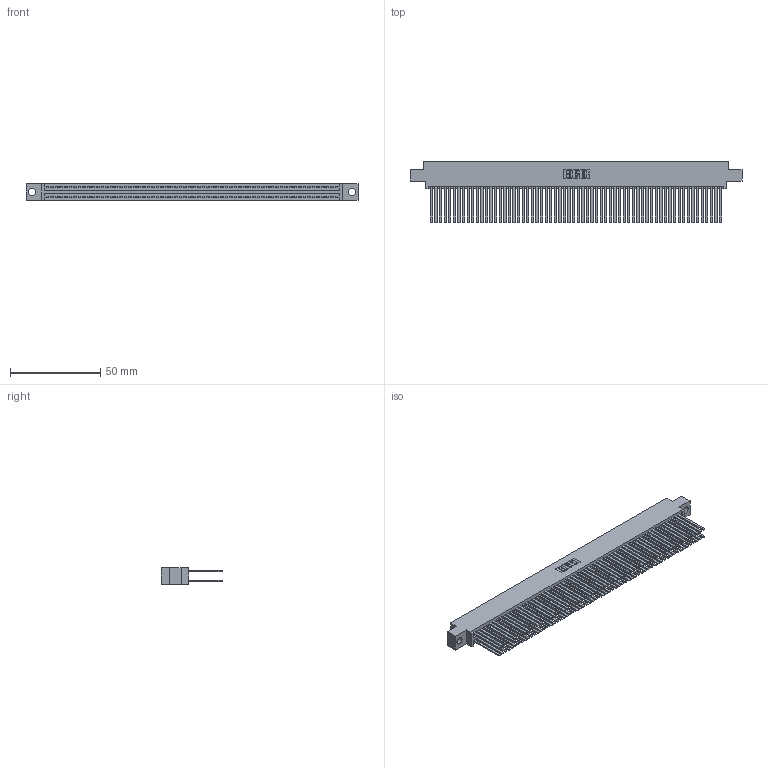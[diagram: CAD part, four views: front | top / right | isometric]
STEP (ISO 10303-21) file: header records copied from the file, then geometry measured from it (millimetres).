
FILE_DESCRIPTION (( 'STEP AP203' ), '1' );
FILE_NAME ('345-128-544-804.STEP', '2018-10-19T21:02:39', ( '' ), ( '' ), 'SwSTEP 2.0', 'SolidWorks 2016', '' );
FILE_SCHEMA (( 'CONFIG_CONTROL_DESIGN' ));
Length unit declared in the file: inch
Products named in the file (3): 345 Part_0.170 Offset - 0.156 Dia-TH; 345-292-001_345-293-144; 345-128-544-804
Assembly tree (129 placements, depth 2):
  345-128-544-804
    345 Part_0.170 Offset - 0.156 Dia-TH
    345-292-001_345-293-144  x128
Bounding box: 183.77 x 33.96 x 9.4 mm (x, y, z)
Volume: 19648.8 mm3; surface area: 34688 mm2
Topology: 129 solids, 129 shells, 5762 faces, 17121 edges, 11242 vertices
Faces by surface type: plane 3796, cylinder 1966
Entity records: 47205 total; most frequent: CARTESIAN_POINT 7892, ORIENTED_EDGE 7826, DIRECTION 6929, EDGE_CURVE 3913, VECTOR 3529, LINE 3529, VERTEX_POINT 2606, AXIS2_PLACEMENT_3D 1700
